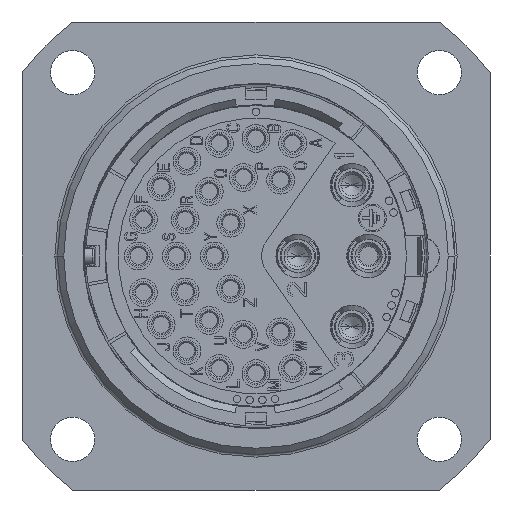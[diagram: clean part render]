
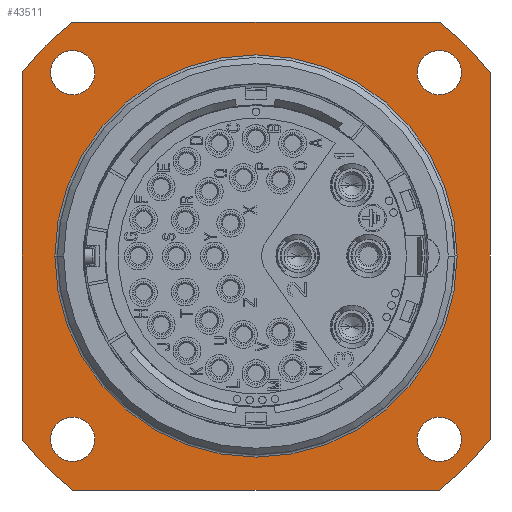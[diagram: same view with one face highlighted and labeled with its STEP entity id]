
A CAD part, left-side view. The second image highlights one B-rep face of the part: STEP entity #43511.
In plain terms, the highlighted planar face has unit normal (-1, 0, 0).
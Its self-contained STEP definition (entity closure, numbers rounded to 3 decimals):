
#1223=CARTESIAN_POINT('',(8.4,0.,0.));
#1224=DIRECTION('',(1.,0.,0.));
#1225=DIRECTION('',(0.,-1.,0.));
#1226=AXIS2_PLACEMENT_3D('',#1223,#1224,#1225);
#1238=CARTESIAN_POINT('',(8.4,0.,0.));
#1239=DIRECTION('',(1.,0.,0.));
#1240=DIRECTION('',(0.,1.,0.));
#1241=AXIS2_PLACEMENT_3D('',#1238,#1239,#1240);
#1243=DIRECTION('',(0.,0.,1.));
#1244=VECTOR('',#1243,28.983);
#1245=CARTESIAN_POINT('',(8.4,-18.5,-14.491));
#1246=LINE('4569',#1245,#1244);
#1247=CARTESIAN_POINT('',(8.4,0.,0.));
#1248=DIRECTION('',(-1.,0.,0.));
#1249=DIRECTION('',(0.,-0.617,-0.787));
#1250=AXIS2_PLACEMENT_3D('',#1247,#1248,#1249);
#1252=DIRECTION('',(0.,-1.,0.));
#1253=VECTOR('',#1252,28.983);
#1254=CARTESIAN_POINT('',(8.4,14.491,-18.5));
#1255=LINE('4571',#1254,#1253);
#1256=CARTESIAN_POINT('',(8.4,0.,0.));
#1257=DIRECTION('',(-1.,0.,0.));
#1258=DIRECTION('',(0.,0.787,-0.617));
#1259=AXIS2_PLACEMENT_3D('',#1256,#1257,#1258);
#1261=DIRECTION('',(0.,0.,-1.));
#1262=VECTOR('',#1261,28.983);
#1263=CARTESIAN_POINT('',(8.4,18.5,14.491));
#1264=LINE('4573',#1263,#1262);
#1265=CARTESIAN_POINT('',(8.4,0.,0.));
#1266=DIRECTION('',(-1.,0.,0.));
#1267=DIRECTION('',(0.,0.617,0.787));
#1268=AXIS2_PLACEMENT_3D('',#1265,#1266,#1267);
#1270=DIRECTION('',(0.,1.,0.));
#1271=VECTOR('',#1270,28.983);
#1272=CARTESIAN_POINT('',(8.4,-14.491,18.5));
#1273=LINE('4575',#1272,#1271);
#1274=CARTESIAN_POINT('',(8.4,0.,0.));
#1275=DIRECTION('',(-1.,0.,0.));
#1276=DIRECTION('',(0.,-0.787,0.617));
#1277=AXIS2_PLACEMENT_3D('',#1274,#1275,#1276);
#1279=CARTESIAN_POINT('',(8.4,14.5,14.5));
#1280=DIRECTION('',(-1.,0.,0.));
#1281=DIRECTION('',(0.,-1.,0.));
#1282=AXIS2_PLACEMENT_3D('',#1279,#1280,#1281);
#1284=CARTESIAN_POINT('',(8.4,14.5,14.5));
#1285=DIRECTION('',(-1.,0.,0.));
#1286=DIRECTION('',(0.,1.,0.));
#1287=AXIS2_PLACEMENT_3D('',#1284,#1285,#1286);
#1289=CARTESIAN_POINT('',(8.4,14.5,-14.5));
#1290=DIRECTION('',(-1.,0.,0.));
#1291=DIRECTION('',(0.,-1.,0.));
#1292=AXIS2_PLACEMENT_3D('',#1289,#1290,#1291);
#1294=CARTESIAN_POINT('',(8.4,14.5,-14.5));
#1295=DIRECTION('',(-1.,0.,0.));
#1296=DIRECTION('',(0.,1.,0.));
#1297=AXIS2_PLACEMENT_3D('',#1294,#1295,#1296);
#1299=CARTESIAN_POINT('',(8.4,-14.5,-14.5));
#1300=DIRECTION('',(-1.,0.,0.));
#1301=DIRECTION('',(0.,-1.,0.));
#1302=AXIS2_PLACEMENT_3D('',#1299,#1300,#1301);
#1304=CARTESIAN_POINT('',(8.4,-14.5,-14.5));
#1305=DIRECTION('',(-1.,0.,0.));
#1306=DIRECTION('',(0.,1.,0.));
#1307=AXIS2_PLACEMENT_3D('',#1304,#1305,#1306);
#1309=CARTESIAN_POINT('',(8.4,-14.5,14.5));
#1310=DIRECTION('',(-1.,0.,0.));
#1311=DIRECTION('',(0.,-1.,0.));
#1312=AXIS2_PLACEMENT_3D('',#1309,#1310,#1311);
#1314=CARTESIAN_POINT('',(8.4,-14.5,14.5));
#1315=DIRECTION('',(-1.,0.,0.));
#1316=DIRECTION('',(0.,1.,0.));
#1317=AXIS2_PLACEMENT_3D('',#1314,#1315,#1316);
#31949=CARTESIAN_POINT('',(8.4,-18.5,-14.491));
#31950=CARTESIAN_POINT('',(8.4,-18.5,14.491));
#31951=VERTEX_POINT('',#31949);
#31952=VERTEX_POINT('',#31950);
#31953=CARTESIAN_POINT('',(8.4,-14.491,-18.5));
#31954=VERTEX_POINT('',#31953);
#31955=CARTESIAN_POINT('',(8.4,14.491,-18.5));
#31956=VERTEX_POINT('',#31955);
#31957=CARTESIAN_POINT('',(8.4,18.5,-14.491));
#31958=VERTEX_POINT('',#31957);
#31959=CARTESIAN_POINT('',(8.4,18.5,14.491));
#31960=VERTEX_POINT('',#31959);
#31961=CARTESIAN_POINT('',(8.4,14.491,18.5));
#31962=VERTEX_POINT('',#31961);
#31963=CARTESIAN_POINT('',(8.4,-14.491,18.5));
#31964=VERTEX_POINT('',#31963);
#31969=CARTESIAN_POINT('',(8.4,16.25,14.5));
#31970=VERTEX_POINT('',#31969);
#31971=CARTESIAN_POINT('',(8.4,12.75,14.5));
#31972=VERTEX_POINT('',#31971);
#31977=CARTESIAN_POINT('',(8.4,16.25,-14.5));
#31978=VERTEX_POINT('',#31977);
#31979=CARTESIAN_POINT('',(8.4,12.75,-14.5));
#31980=VERTEX_POINT('',#31979);
#31985=CARTESIAN_POINT('',(8.4,-12.75,-14.5));
#31986=VERTEX_POINT('',#31985);
#31987=CARTESIAN_POINT('',(8.4,-16.25,-14.5));
#31988=VERTEX_POINT('',#31987);
#31993=CARTESIAN_POINT('',(8.4,-12.75,14.5));
#31994=VERTEX_POINT('',#31993);
#31995=CARTESIAN_POINT('',(8.4,-16.25,14.5));
#31996=VERTEX_POINT('',#31995);
#32055=CARTESIAN_POINT('',(8.4,-15.9,0.));
#32056=CARTESIAN_POINT('',(8.4,15.9,0.));
#32057=VERTEX_POINT('',#32055);
#32058=VERTEX_POINT('',#32056);
#43460=CARTESIAN_POINT('',(8.4,0.,0.));
#43461=DIRECTION('',(1.,0.,0.));
#43462=DIRECTION('',(0.,-1.,0.));
#43463=AXIS2_PLACEMENT_3D('',#43460,#43461,#43462);
#43464=PLANE('291',#43463);
#43466=ORIENTED_EDGE('4569',*,*,#43465,.F.);
#43468=ORIENTED_EDGE('4570',*,*,#43467,.F.);
#43470=ORIENTED_EDGE('4571',*,*,#43469,.F.);
#43472=ORIENTED_EDGE('4572',*,*,#43471,.F.);
#43474=ORIENTED_EDGE('4573',*,*,#43473,.F.);
#43476=ORIENTED_EDGE('4574',*,*,#43475,.F.);
#43478=ORIENTED_EDGE('4575',*,*,#43477,.F.);
#43480=ORIENTED_EDGE('4576',*,*,#43479,.F.);
#43481=EDGE_LOOP('291',(#43466,#43468,#43470,#43472,#43474,#43476,#43478,
#43480));
#43482=FACE_OUTER_BOUND('291',#43481,.F.);
#43484=ORIENTED_EDGE('4623',*,*,#43483,.T.);
#43486=ORIENTED_EDGE('4624',*,*,#43485,.T.);
#43487=EDGE_LOOP('291',(#43484,#43486));
#43488=FACE_BOUND('291',#43487,.F.);
#43490=ORIENTED_EDGE('4625',*,*,#43489,.T.);
#43492=ORIENTED_EDGE('4626',*,*,#43491,.T.);
#43493=EDGE_LOOP('291',(#43490,#43492));
#43494=FACE_BOUND('291',#43493,.F.);
#43496=ORIENTED_EDGE('4627',*,*,#43495,.T.);
#43498=ORIENTED_EDGE('4628',*,*,#43497,.T.);
#43499=EDGE_LOOP('291',(#43496,#43498));
#43500=FACE_BOUND('291',#43499,.F.);
#43502=ORIENTED_EDGE('4629',*,*,#43501,.T.);
#43504=ORIENTED_EDGE('4630',*,*,#43503,.T.);
#43505=EDGE_LOOP('291',(#43502,#43504));
#43506=FACE_BOUND('291',#43505,.F.);
#43507=ORIENTED_EDGE('4654',*,*,#43426,.F.);
#43508=ORIENTED_EDGE('4656',*,*,#43447,.F.);
#43509=EDGE_LOOP('291',(#43507,#43508));
#43510=FACE_BOUND('291',#43509,.F.);
#1227=CIRCLE('4654',#1226,15.9);
#1242=CIRCLE('4656',#1241,15.9);
#1251=CIRCLE('4570',#1250,23.5);
#1260=CIRCLE('4572',#1259,23.5);
#1269=CIRCLE('4574',#1268,23.5);
#1278=CIRCLE('4576',#1277,23.5);
#1283=CIRCLE('4623',#1282,1.75);
#1288=CIRCLE('4624',#1287,1.75);
#1293=CIRCLE('4625',#1292,1.75);
#1298=CIRCLE('4626',#1297,1.75);
#1303=CIRCLE('4627',#1302,1.75);
#1308=CIRCLE('4628',#1307,1.75);
#1313=CIRCLE('4629',#1312,1.75);
#1318=CIRCLE('4630',#1317,1.75);
#43426=EDGE_CURVE('4654',#32057,#32058,#1227,.T.);
#43447=EDGE_CURVE('4656',#32058,#32057,#1242,.T.);
#43465=EDGE_CURVE('4569',#31951,#31952,#1246,.T.);
#43467=EDGE_CURVE('4570',#31954,#31951,#1251,.T.);
#43469=EDGE_CURVE('4571',#31956,#31954,#1255,.T.);
#43471=EDGE_CURVE('4572',#31958,#31956,#1260,.T.);
#43473=EDGE_CURVE('4573',#31960,#31958,#1264,.T.);
#43475=EDGE_CURVE('4574',#31962,#31960,#1269,.T.);
#43477=EDGE_CURVE('4575',#31964,#31962,#1273,.T.);
#43479=EDGE_CURVE('4576',#31952,#31964,#1278,.T.);
#43483=EDGE_CURVE('4623',#31972,#31970,#1283,.T.);
#43485=EDGE_CURVE('4624',#31970,#31972,#1288,.T.);
#43489=EDGE_CURVE('4625',#31980,#31978,#1293,.T.);
#43491=EDGE_CURVE('4626',#31978,#31980,#1298,.T.);
#43495=EDGE_CURVE('4627',#31988,#31986,#1303,.T.);
#43497=EDGE_CURVE('4628',#31986,#31988,#1308,.T.);
#43501=EDGE_CURVE('4629',#31996,#31994,#1313,.T.);
#43503=EDGE_CURVE('4630',#31994,#31996,#1318,.T.);
#43511=ADVANCED_FACE('291',(#43482,#43488,#43494,#43500,#43506,#43510),#43464,
.F.);
